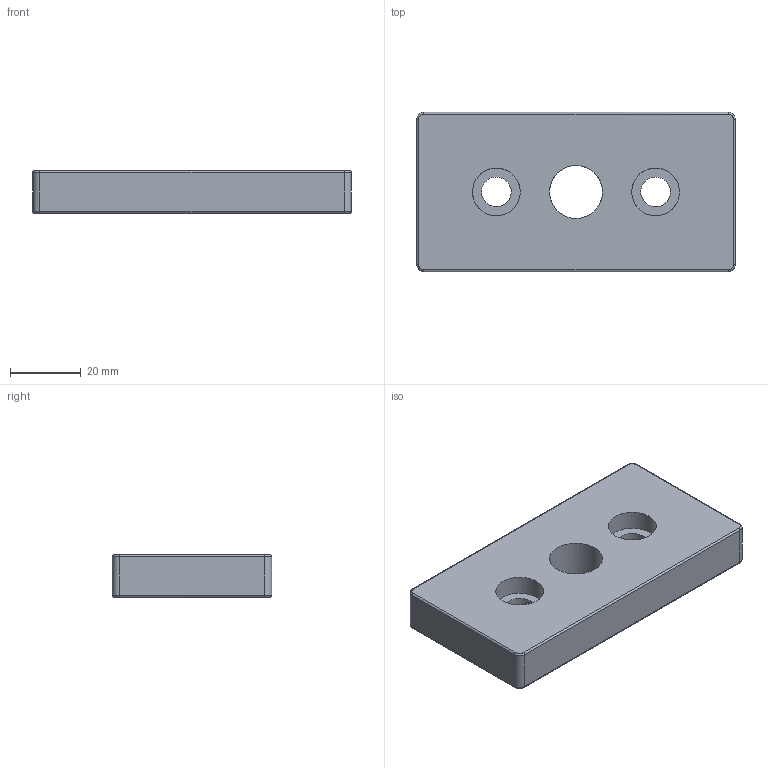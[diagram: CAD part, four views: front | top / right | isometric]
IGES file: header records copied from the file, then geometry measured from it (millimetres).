
Global section: file name: 700017; native system: Autodesk Inventor 2021; preprocessor: unknown; author: Mrówczyńska,,; organization: 11; date: 20221010.063131; units: millimetre
Bounding box: 90 x 45 x 12 mm (x, y, z)
Volume: 43477.8 mm3; surface area: 12349.5 mm2
Topology: 1 solids, 1 shells, 37 faces, 79 edges, 48 vertices
Faces by surface type: bspline 37
